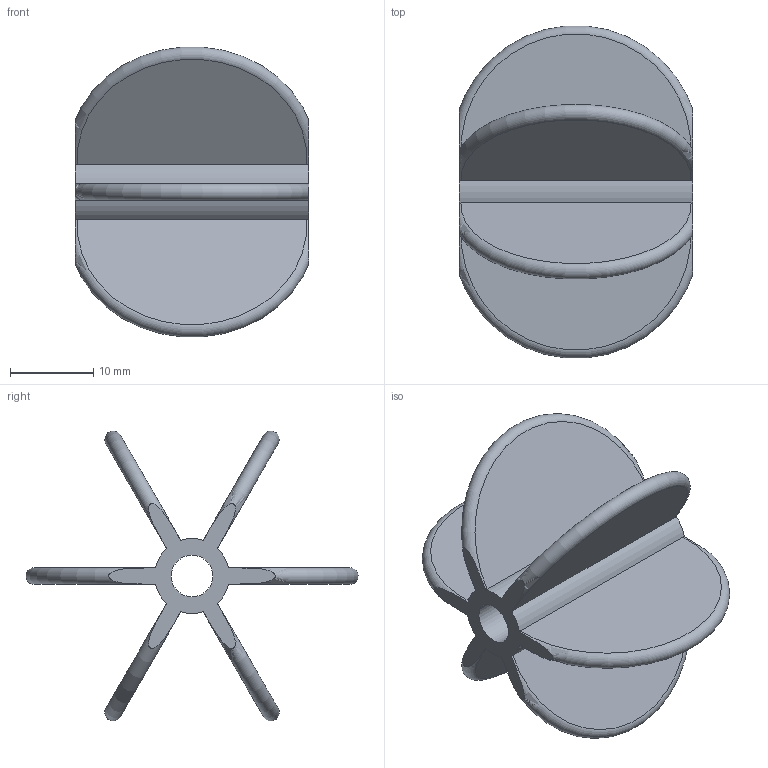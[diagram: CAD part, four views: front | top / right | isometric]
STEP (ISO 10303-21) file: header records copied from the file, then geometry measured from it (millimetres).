
FILE_DESCRIPTION( ('This file contains a STEP AP42 implementation' ,'as created by ZW3D STEP Interface translator.' ,'') ,'2;1' );
FILE_NAME( '刮肉轮.ipt.stp' ,'251027.114725', (''), ('ZWCAD Software Co.'), 'Version 1.0', 'ZW3D to STEP translator', '' );
FILE_SCHEMA(('AUTOMOTIVE_DESIGN { 1 0 10303 214 1 1 1 1 }'));
Length unit declared in the file: millimetre
Products named in the file (1): 0
Bounding box: 28 x 39.89 x 34.81 mm (x, y, z)
Volume: 5449.3 mm3; surface area: 5688.4 mm2
Topology: 1 solids, 1 shells, 27 faces, 89 edges, 64 vertices
Faces by surface type: plane 14, cylinder 7, torus 6
Full cylindrical faces by diameter (mm): 5 x1
Entity records: 1414 total; most frequent: CARTESIAN_POINT 637, ORIENTED_EDGE 178, DIRECTION 125, EDGE_CURVE 89, VERTEX_POINT 64, AXIS2_PLACEMENT_3D 56, B_SPLINE_CURVE_WITH_KNOTS 48, EDGE_LOOP 29
